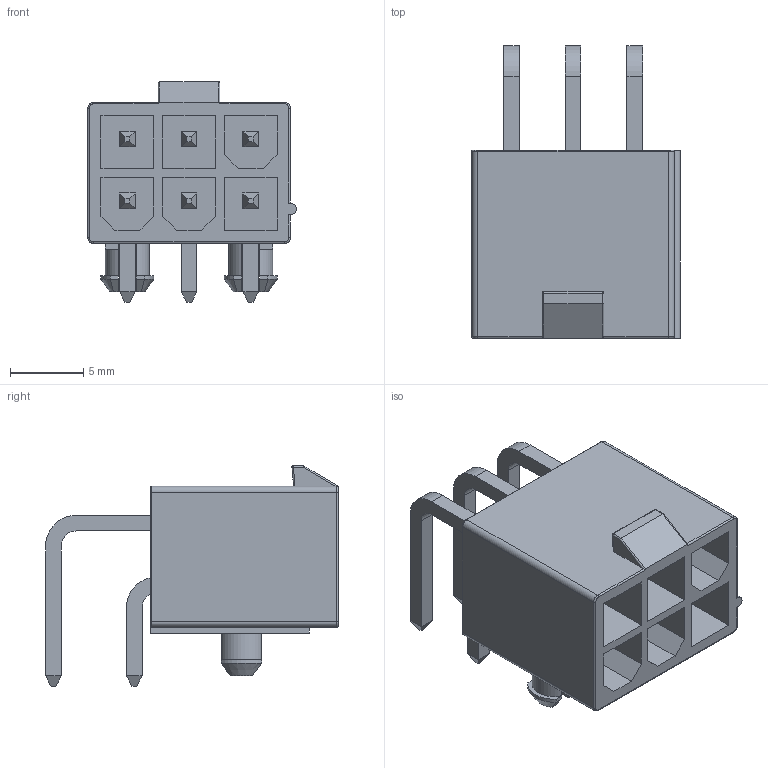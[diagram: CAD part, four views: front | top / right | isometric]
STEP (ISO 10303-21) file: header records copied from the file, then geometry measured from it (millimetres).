
FILE_DESCRIPTION(/* description */ (''),/* implementation_level */ '2;1');
FILE_NAME(/* name */ '39300060.stp',/* time_stamp */ '2021-06-09T10:47:24+02:00',/* author */ ('AbuBakr'),/* organization */ (''),/* preprocessor_version */ 'ST-DEVELOPER v17',/* originating_system */ 'Autodesk Inventor 2019',/* authorisation */ '');
FILE_SCHEMA (('AUTOMOTIVE_DESIGN { 1 0 10303 214 3 1 1 }'));
Length unit declared in the file: millimetre
Products named in the file (6): 39300060; 39-30-0060; 1; 2; 39300060_PART1 Matte Tin; Molex
Assembly tree (5 placements, depth 3):
  39300060
    39-30-0060
      1
      2
      39300060_PART1 Matte Tin
      Molex
Bounding box: 14.2 x 19.93 x 15 mm (x, y, z)
Volume: 1170.4 mm3; surface area: 2180 mm2
Topology: 18 solids, 18 shells, 389 faces, 945 edges, 600 vertices
Faces by surface type: plane 264, bspline 66, cylinder 45, torus 8, cone 4, sphere 2
Entity records: 11900 total; most frequent: CARTESIAN_POINT 2756, ORIENTED_EDGE 1890, DIRECTION 1649, EDGE_CURVE 945, LINE 701, VECTOR 701, VERTEX_POINT 600, AXIS2_PLACEMENT_3D 474
